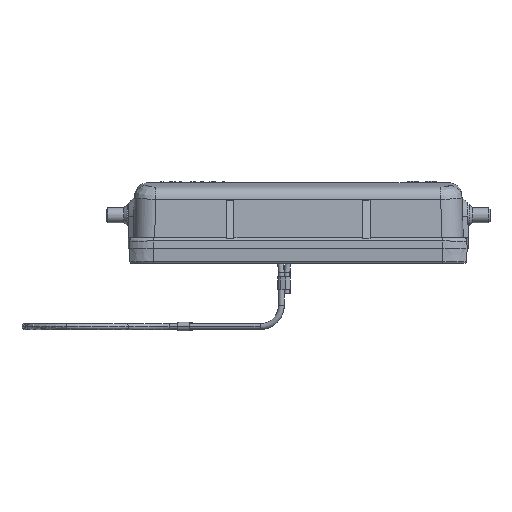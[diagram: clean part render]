
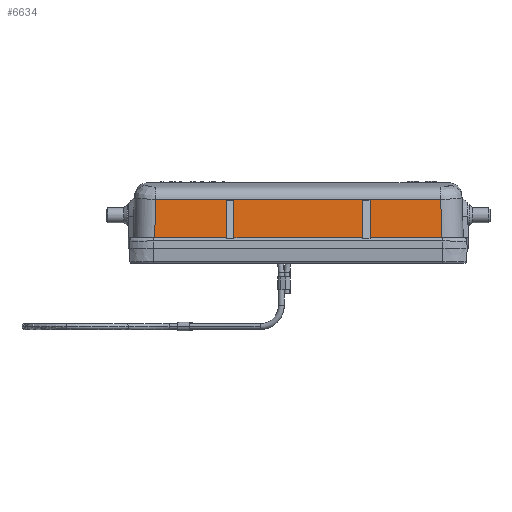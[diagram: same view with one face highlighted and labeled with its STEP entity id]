
A CAD part, top view. The second image highlights one B-rep face of the part: STEP entity #6634.
In plain terms, the highlighted planar face has unit normal (0, 0.026, 1).
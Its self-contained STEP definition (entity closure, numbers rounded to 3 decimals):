
#32=DIRECTION('',(-0.026,-0.999,0.026));
#33=VECTOR('',#32,9.059);
#34=CARTESIAN_POINT('',(-33.515,11.553,13.763));
#35=LINE('',#34,#33);
#36=DIRECTION('',(-0.026,0.999,-0.026));
#37=VECTOR('',#36,9.059);
#38=CARTESIAN_POINT('',(33.752,2.5,14.));
#39=LINE('',#38,#37);
#40=DIRECTION('',(-1.,0.,0.));
#41=VECTOR('',#40,1.8);
#42=CARTESIAN_POINT('',(-15.1,11.33,13.769));
#43=LINE('',#42,#41);
#48=DIRECTION('',(0.,1.,-0.026));
#49=VECTOR('',#48,8.833);
#50=CARTESIAN_POINT('',(-15.1,2.5,14.));
#51=LINE('',#50,#49);
#61=DIRECTION('',(-1.,0.,0.));
#62=VECTOR('',#61,30.2);
#63=CARTESIAN_POINT('',(15.1,2.5,14.));
#64=LINE('',#63,#62);
#69=DIRECTION('',(0.,-1.,0.026));
#70=VECTOR('',#69,8.833);
#71=CARTESIAN_POINT('',(15.1,11.33,13.769));
#72=LINE('',#71,#70);
#82=DIRECTION('',(-1.,0.,0.));
#83=VECTOR('',#82,1.8);
#84=CARTESIAN_POINT('',(16.9,11.33,13.769));
#85=LINE('',#84,#83);
#114=DIRECTION('',(0.,1.,-0.026));
#115=VECTOR('',#114,8.833);
#116=CARTESIAN_POINT('',(16.9,2.5,14.));
#117=LINE('',#116,#115);
#141=DIRECTION('',(-1.,0.,0.));
#142=VECTOR('',#141,16.852);
#143=CARTESIAN_POINT('',(33.752,2.5,14.));
#144=LINE('',#143,#142);
#151=CARTESIAN_POINT('',(33.752,2.5,14.));
#689=DIRECTION('',(-1.,0.,0.));
#690=VECTOR('',#689,16.852);
#691=CARTESIAN_POINT('',(-16.9,2.5,14.));
#692=LINE('',#691,#690);
#723=DIRECTION('',(0.,-1.,0.026));
#724=VECTOR('',#723,8.833);
#725=CARTESIAN_POINT('',(-16.9,11.33,13.769));
#726=LINE('',#725,#724);
#4029=DIRECTION('',(1.,0.,0.));
#4030=VECTOR('',#4029,67.029);
#4031=CARTESIAN_POINT('',(-33.515,11.553,13.763));
#4032=LINE('',#4031,#4030);
#5591=CARTESIAN_POINT('',(-15.1,2.5,14.));
#5592=CARTESIAN_POINT('',(-15.1,11.33,13.769));
#5593=VERTEX_POINT('',#5591);
#5594=VERTEX_POINT('',#5592);
#5596=VERTEX_POINT('',#151);
#5599=CARTESIAN_POINT('',(33.515,11.553,13.763));
#5600=VERTEX_POINT('',#5599);
#5832=CARTESIAN_POINT('',(-16.9,11.33,13.769));
#5833=VERTEX_POINT('',#5832);
#6035=CARTESIAN_POINT('',(-33.515,11.553,13.763));
#6036=VERTEX_POINT('',#6035);
#6077=CARTESIAN_POINT('',(16.9,2.5,14.));
#6079=VERTEX_POINT('',#6077);
#6102=CARTESIAN_POINT('',(15.1,2.5,14.));
#6103=VERTEX_POINT('',#6102);
#6132=CARTESIAN_POINT('',(15.1,11.33,13.769));
#6133=VERTEX_POINT('',#6132);
#6297=CARTESIAN_POINT('',(16.9,11.33,13.769));
#6298=VERTEX_POINT('',#6297);
#6309=CARTESIAN_POINT('',(-33.752,2.5,14.));
#6310=VERTEX_POINT('',#6309);
#6331=CARTESIAN_POINT('',(-16.9,2.5,14.));
#6332=VERTEX_POINT('',#6331);
#6604=CARTESIAN_POINT('',(-40.88,2.5,14.));
#6605=DIRECTION('',(0.,0.026,1.));
#6606=DIRECTION('',(0.,-1.,0.026));
#6607=AXIS2_PLACEMENT_3D('',#6604,#6605,#6606);
#6608=PLANE('',#6607);
#6610=ORIENTED_EDGE('',*,*,#6609,.T.);
#6612=ORIENTED_EDGE('',*,*,#6611,.T.);
#6614=ORIENTED_EDGE('',*,*,#6613,.T.);
#6615=ORIENTED_EDGE('',*,*,#6594,.F.);
#6617=ORIENTED_EDGE('',*,*,#6616,.T.);
#6619=ORIENTED_EDGE('',*,*,#6618,.F.);
#6621=ORIENTED_EDGE('',*,*,#6620,.T.);
#6623=ORIENTED_EDGE('',*,*,#6622,.T.);
#6625=ORIENTED_EDGE('',*,*,#6624,.T.);
#6627=ORIENTED_EDGE('',*,*,#6626,.T.);
#6629=ORIENTED_EDGE('',*,*,#6628,.T.);
#6631=ORIENTED_EDGE('',*,*,#6630,.T.);
#6632=EDGE_LOOP('',(#6610,#6612,#6614,#6615,#6617,#6619,#6621,#6623,#6625,#6627,
#6629,#6631));
#6633=FACE_OUTER_BOUND('',#6632,.F.);
#6634=ADVANCED_FACE('',(#6633),#6608,.T.);
#6594=EDGE_CURVE('',#6036,#6310,#35,.T.);
#6609=EDGE_CURVE('',#5594,#5833,#43,.T.);
#6611=EDGE_CURVE('',#5833,#6332,#726,.T.);
#6613=EDGE_CURVE('',#6332,#6310,#692,.T.);
#6616=EDGE_CURVE('',#6036,#5600,#4032,.T.);
#6618=EDGE_CURVE('',#5596,#5600,#39,.T.);
#6620=EDGE_CURVE('',#5596,#6079,#144,.T.);
#6622=EDGE_CURVE('',#6079,#6298,#117,.T.);
#6624=EDGE_CURVE('',#6298,#6133,#85,.T.);
#6626=EDGE_CURVE('',#6133,#6103,#72,.T.);
#6628=EDGE_CURVE('',#6103,#5593,#64,.T.);
#6630=EDGE_CURVE('',#5593,#5594,#51,.T.);
